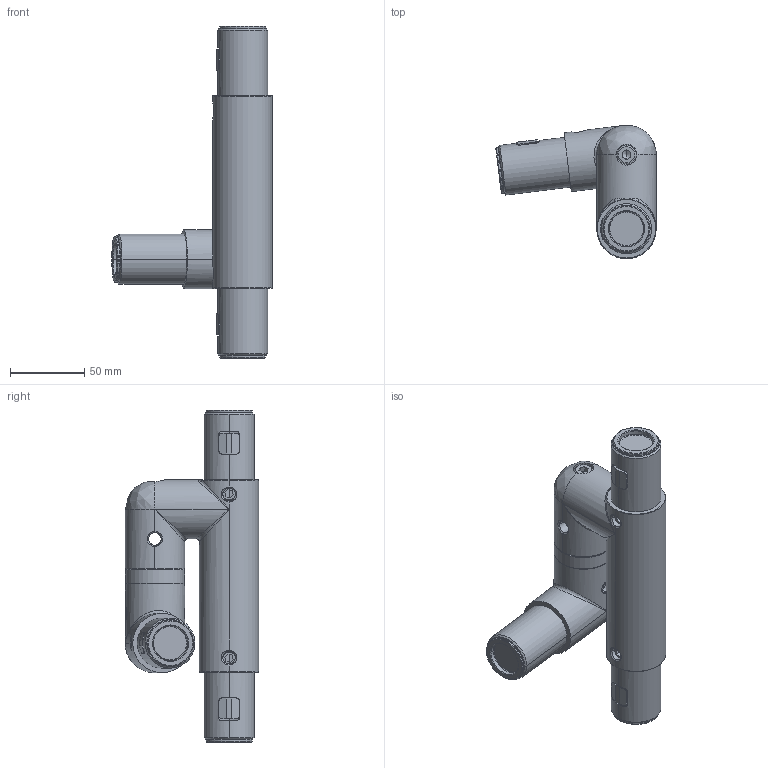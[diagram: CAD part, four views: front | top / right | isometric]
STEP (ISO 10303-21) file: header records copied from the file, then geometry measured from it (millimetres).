
FILE_DESCRIPTION (( 'STEP AP203' ), '1' );
FILE_NAME ('SPS.SH40.02.R.STEP', '2020-04-20T07:21:58', ( 'Windows User' ), ( 'P R C' ), 'SwSTEP 2.0', 'SolidWorks 2012', '' );
FILE_SCHEMA (( 'CONFIG_CONTROL_DESIGN' ));
Length unit declared in the file: millimetre
Products named in the file (1): SPS.SH40.02.R
Bounding box: 108.18 x 90 x 224 mm (x, y, z)
Surface area: 61009.8 mm2 (no closed solid volume)
Topology: 0 solids, 15 shells, 229 faces, 655 edges, 422 vertices
Faces by surface type: plane 92, cylinder 66, torus 35, bspline 26, cone 10
Entity records: 19773 total; most frequent: CARTESIAN_POINT 14202, ORIENTED_EDGE 1103, DIRECTION 1078, EDGE_CURVE 641, VERTEX_POINT 422, AXIS2_PLACEMENT_3D 390, LINE 298, VECTOR 298
